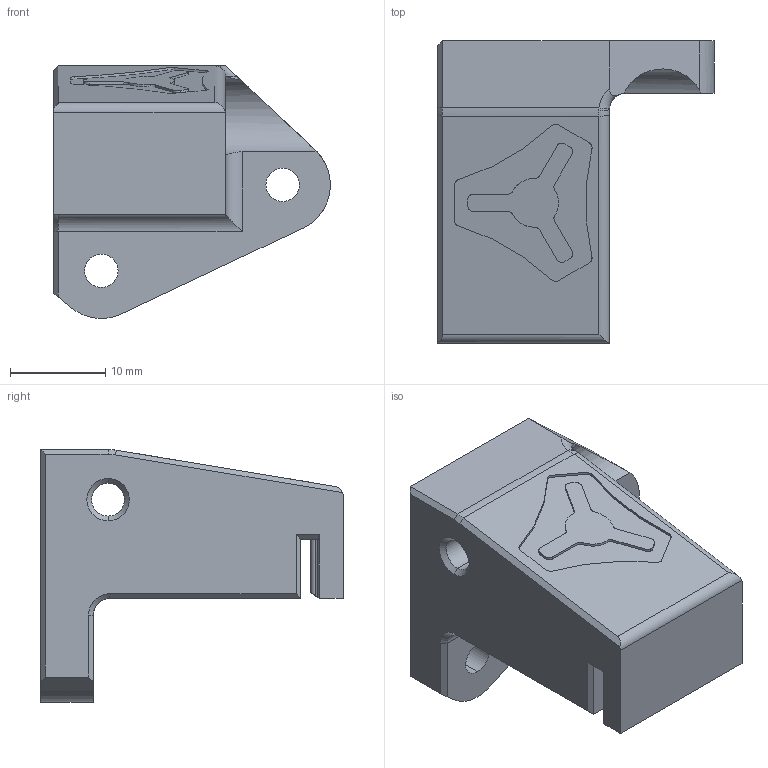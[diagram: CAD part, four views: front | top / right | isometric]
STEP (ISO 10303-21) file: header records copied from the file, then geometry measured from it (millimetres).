
FILE_DESCRIPTION (( 'STEP AP203' ), '1' );
FILE_NAME ('Y_BlockV2.STEP', '2019-10-13T00:05:59', ( '' ), ( '' ), 'SwSTEP 2.0', 'SolidWorks 2018', '' );
FILE_SCHEMA (( 'CONFIG_CONTROL_DESIGN' ));
Length unit declared in the file: millimetre
Products named in the file (1): Y_BlockV2
Bounding box: 29 x 31.71 x 26.5 mm (x, y, z)
Volume: 9100.7 mm3; surface area: 3755.4 mm2
Topology: 1 solids, 1 shells, 174 faces, 489 edges, 321 vertices
Faces by surface type: cylinder 105, plane 62, cone 4, torus 2, bspline 1
Entity records: 5724 total; most frequent: CARTESIAN_POINT 1336, ORIENTED_EDGE 978, DIRECTION 852, EDGE_CURVE 489, VERTEX_POINT 321, AXIS2_PLACEMENT_3D 293, LINE 266, VECTOR 266
